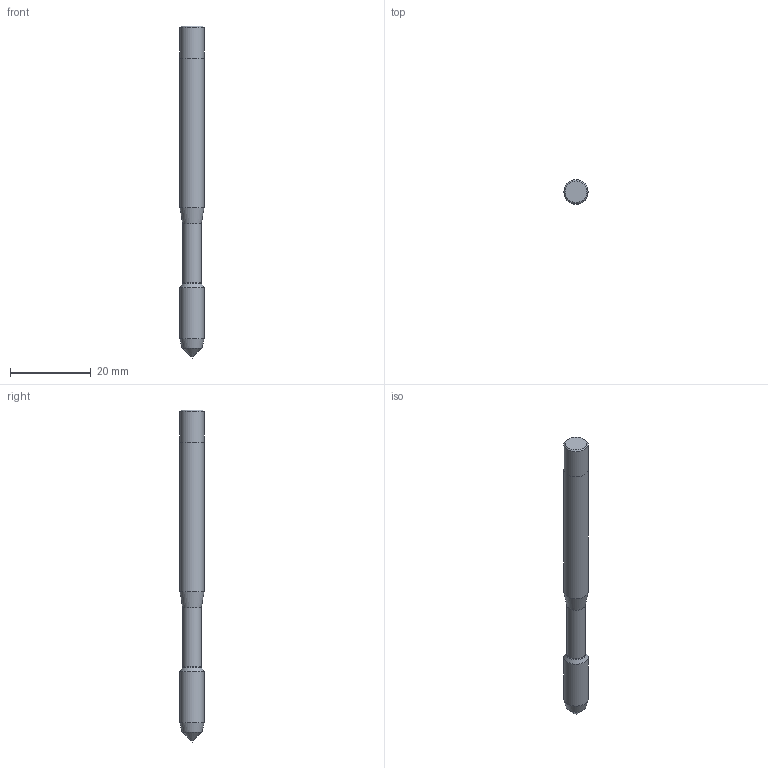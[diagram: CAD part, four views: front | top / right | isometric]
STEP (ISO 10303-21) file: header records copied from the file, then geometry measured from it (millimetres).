
FILE_DESCRIPTION(('3-D model version:1'), '1');
FILE_NAME('E352M6', '2016-07-04T08:58:27', ('InteractiveCad'), ('AB Sandvik Coromant'), 'HarmonyWare STEP v2.0.2.9 Express v2.1.0.0', 'T3D tool generator', 'Unknown');
FILE_SCHEMA(('AUTOMOTIVE_DESIGN'));
Length unit declared in the file: millimetre
Products named in the file (1): NONE
Bounding box: 6 x 6 x 82.47 mm (x, y, z)
Volume: 2067.8 mm3; surface area: 1976.4 mm2
Topology: 2 solids, 2 shells, 13 faces, 29 edges, 21 vertices
Faces by surface type: bspline 12, plane 1
Entity records: 584 total; most frequent: CARTESIAN_POINT 269, DIRECTION 48, ORIENTED_EDGE 48, EDGE_CURVE 24, AXIS2_PLACEMENT_3D 16, LINE 16, VECTOR 16, ADVANCED_FACE 13
